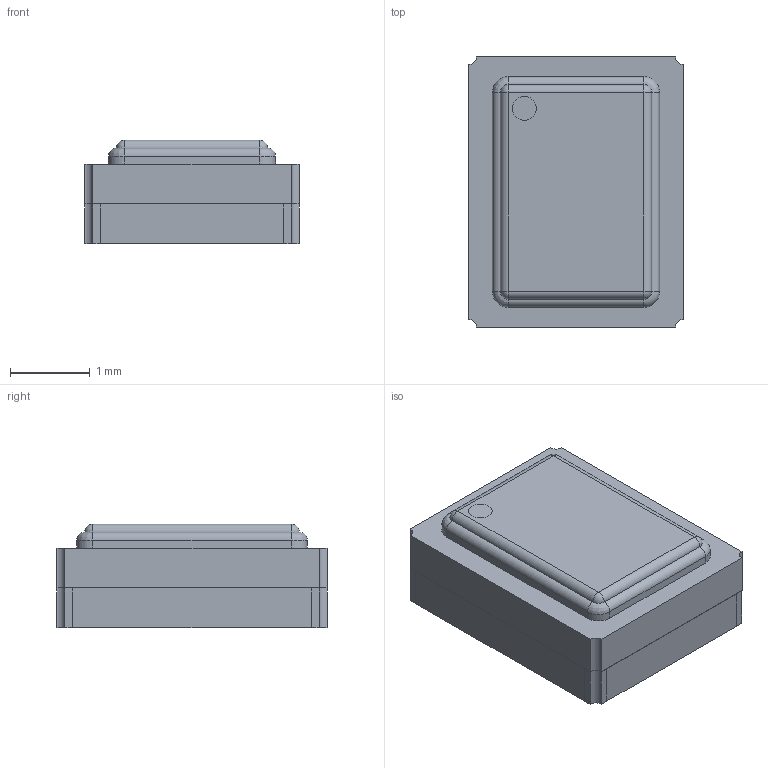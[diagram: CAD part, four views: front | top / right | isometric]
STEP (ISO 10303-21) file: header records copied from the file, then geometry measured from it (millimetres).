
FILE_DESCRIPTION((''),'2;1');
FILE_NAME('OSC_IQD_CFPS-39.stp','2010-12-02T12:21:32',(''),(''),'Mechanical Desktop 2011','Mechanical Desktop 2011',', , ');
FILE_SCHEMA(('AUTOMOTIVE_DESIGN { 1 2 10303 214 1 1 1 1 }'));
Length unit declared in the file: millimetre
Products named in the file (1): Product
Bounding box: 2.7 x 3.4 x 1.3 mm (x, y, z)
Volume: 10.8 mm3; surface area: 87.1 mm2
Topology: 9 solids, 9 shells, 119 faces, 292 edges, 188 vertices
Faces by surface type: plane 71, cylinder 40, sphere 4, bspline 3, torus 1
Entity records: 3652 total; most frequent: CARTESIAN_POINT 728, DIRECTION 610, ORIENTED_EDGE 576, EDGE_CURVE 288, AXIS2_PLACEMENT_3D 205, VECTOR 200, LINE 200, VERTEX_POINT 188
